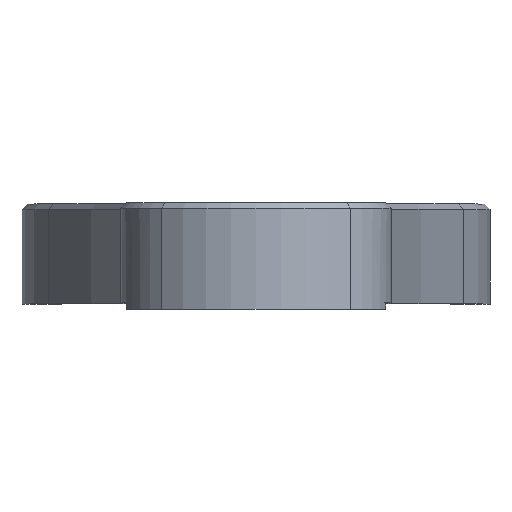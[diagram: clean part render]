
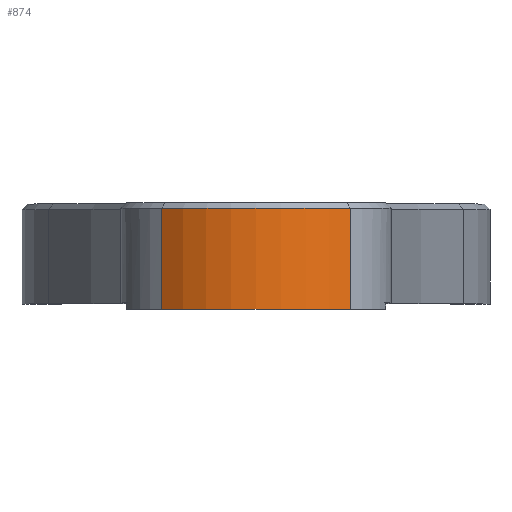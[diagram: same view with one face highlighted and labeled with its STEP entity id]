
A CAD part, top view. The second image highlights one B-rep face of the part: STEP entity #874.
In plain terms, the highlighted cylindrical face has radius 17.056 mm (diameter 34.112 mm), a partial arc.
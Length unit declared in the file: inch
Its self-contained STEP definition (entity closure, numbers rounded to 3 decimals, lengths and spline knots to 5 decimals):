
#562 = CARTESIAN_POINT ( 'NONE',  ( 0., 0.45, 3.375 ) ) ;
#874 = ADVANCED_FACE ( 'NONE', ( #10845 ), #7904, .T. ) ;
#1105 = DIRECTION ( 'NONE',  ( 0., -1., 0. ) ) ;
#1582 = DIRECTION ( 'NONE',  ( 0., -1., 0. ) ) ;
#1677 = ORIENTED_EDGE ( 'NONE', *, *, #14620, .T. ) ;
#3367 = AXIS2_PLACEMENT_3D ( 'NONE', #11864, #10491, #14475 ) ;
#4060 = CARTESIAN_POINT ( 'NONE',  ( -0.42424, 0.45, 3.89551 ) ) ;
#4140 = CARTESIAN_POINT ( 'NONE',  ( 0.42424, 0.425, 3.89551 ) ) ;
#4297 = DIRECTION ( 'NONE',  ( 0., -1., 0. ) ) ;
#4383 = EDGE_LOOP ( 'NONE', ( #13570, #16177, #1677, #10548 ) ) ;
#4416 = AXIS2_PLACEMENT_3D ( 'NONE', #562, #11990, #17504 ) ;
#4663 = EDGE_CURVE ( 'NONE', #14383, #14770, #14822, .T. ) ;
#4664 = VECTOR ( 'NONE', #1582, 39.37008 ) ;
#5540 = LINE ( 'NONE', #10149, #4664 ) ;
#5784 = CARTESIAN_POINT ( 'NONE',  ( 0., 0.425, 3.375 ) ) ;
#6744 = VERTEX_POINT ( 'NONE', #11786 ) ;
#7904 = CYLINDRICAL_SURFACE ( 'NONE', #4416, 0.6715 ) ;
#7909 = VERTEX_POINT ( 'NONE', #10066 ) ;
#8471 = AXIS2_PLACEMENT_3D ( 'NONE', #5784, #4297, #11556 ) ;
#8689 = CARTESIAN_POINT ( 'NONE',  ( -0.42424, 0.425, 3.89551 ) ) ;
#9561 = CIRCLE ( 'NONE', #3367, 0.6715 ) ;
#10066 = CARTESIAN_POINT ( 'NONE',  ( 0.42424, -0.03, 3.89551 ) ) ;
#10149 = CARTESIAN_POINT ( 'NONE',  ( 0.42424, 0.45, 3.89551 ) ) ;
#10491 = DIRECTION ( 'NONE',  ( 0., -1., 0. ) ) ;
#10548 = ORIENTED_EDGE ( 'NONE', *, *, #15372, .F. ) ;
#10845 = FACE_OUTER_BOUND ( 'NONE', #4383, .T. ) ;
#11556 = DIRECTION ( 'NONE',  ( 0., 0., 1. ) ) ;
#11786 = CARTESIAN_POINT ( 'NONE',  ( -0.42424, -0.03, 3.89551 ) ) ;
#11864 = CARTESIAN_POINT ( 'NONE',  ( 0., -0.03, 3.375 ) ) ;
#11990 = DIRECTION ( 'NONE',  ( 0., -1., 0. ) ) ;
#13570 = ORIENTED_EDGE ( 'NONE', *, *, #14779, .F. ) ;
#14383 = VERTEX_POINT ( 'NONE', #4140 ) ;
#14475 = DIRECTION ( 'NONE',  ( 0., 0., -1. ) ) ;
#14520 = LINE ( 'NONE', #4060, #18109 ) ;
#14620 = EDGE_CURVE ( 'NONE', #14770, #6744, #14520, .T. ) ;
#14770 = VERTEX_POINT ( 'NONE', #8689 ) ;
#14779 = EDGE_CURVE ( 'NONE', #14383, #7909, #5540, .T. ) ;
#14822 = CIRCLE ( 'NONE', #8471, 0.6715 ) ;
#15372 = EDGE_CURVE ( 'NONE', #7909, #6744, #9561, .T. ) ;
#16177 = ORIENTED_EDGE ( 'NONE', *, *, #4663, .T. ) ;
#17504 = DIRECTION ( 'NONE',  ( 0., 0., -1. ) ) ;
#18109 = VECTOR ( 'NONE', #1105, 39.37008 ) ;
